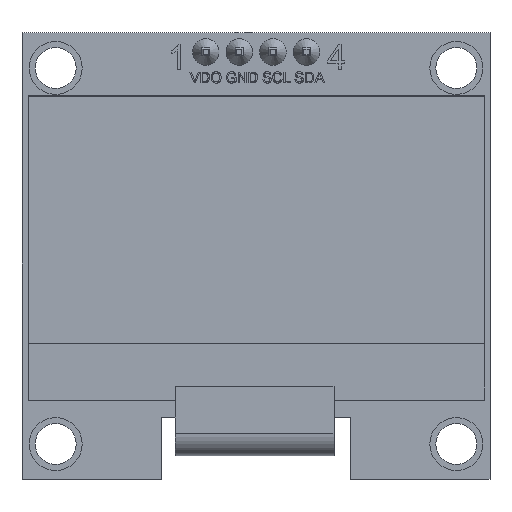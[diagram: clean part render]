
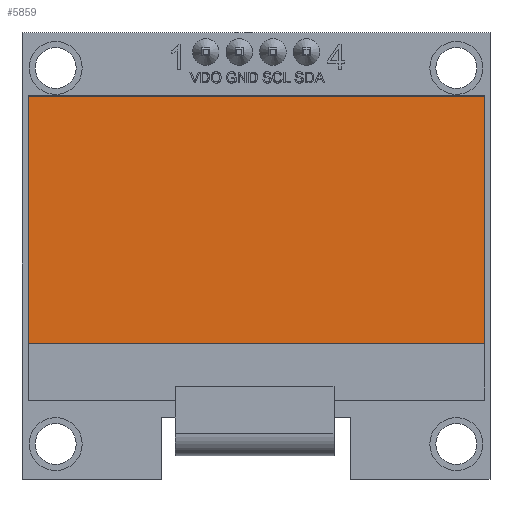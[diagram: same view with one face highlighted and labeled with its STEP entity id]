
A CAD part, top view. The second image highlights one B-rep face of the part: STEP entity #5859.
In plain terms, the highlighted planar face has unit normal (0, 0, 1).
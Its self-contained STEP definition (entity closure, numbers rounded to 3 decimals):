
#5281 = PLANE('',#5282);
#5282 = AXIS2_PLACEMENT_3D('',#5283,#5284,#5285);
#5283 = CARTESIAN_POINT('',(17.75,17.5,3.25));
#5284 = DIRECTION('',(0.,0.,1.));
#5285 = DIRECTION('',(1.,0.,0.));
#5402 = VERTEX_POINT('',#5403);
#5403 = CARTESIAN_POINT('',(0.5,10.25,3.25));
#5417 = PLANE('',#5418);
#5418 = AXIS2_PLACEMENT_3D('',#5419,#5420,#5421);
#5419 = CARTESIAN_POINT('',(17.75,17.5,3.25));
#5420 = DIRECTION('',(0.,0.,1.));
#5421 = DIRECTION('',(1.,0.,0.));
#5445 = PLANE('',#5446);
#5446 = AXIS2_PLACEMENT_3D('',#5447,#5448,#5449);
#5447 = CARTESIAN_POINT('',(0.5,10.25,3.25));
#5448 = DIRECTION('',(1.,0.,0.));
#5449 = DIRECTION('',(-0.,1.,0.));
#5481 = VERTEX_POINT('',#5482);
#5482 = CARTESIAN_POINT('',(0.5,28.95,3.25));
#5553 = VERTEX_POINT('',#5554);
#5554 = CARTESIAN_POINT('',(35.,28.95,3.25));
#5591 = PLANE('',#5592);
#5592 = AXIS2_PLACEMENT_3D('',#5593,#5594,#5595);
#5593 = CARTESIAN_POINT('',(35.,28.95,3.25));
#5594 = DIRECTION('',(-1.,0.,0.));
#5595 = DIRECTION('',(0.,-1.,0.));
#5627 = VERTEX_POINT('',#5628);
#5628 = CARTESIAN_POINT('',(35.,10.25,3.25));
#5725 = EDGE_CURVE('',#5481,#5553,#5726,.T.);
#5726 = SURFACE_CURVE('',#5727,(#5731,#5738),.PCURVE_S1.);
#5727 = LINE('',#5728,#5729);
#5728 = CARTESIAN_POINT('',(0.5,28.95,3.25));
#5729 = VECTOR('',#5730,1.);
#5730 = DIRECTION('',(1.,0.,0.));
#5731 = PCURVE('',#5281,#5732);
#5732 = DEFINITIONAL_REPRESENTATION('',(#5733),#5737);
#5733 = LINE('',#5734,#5735);
#5734 = CARTESIAN_POINT('',(-17.25,11.45));
#5735 = VECTOR('',#5736,1.);
#5736 = DIRECTION('',(1.,0.));
#5737 = ( GEOMETRIC_REPRESENTATION_CONTEXT(2) 
PARAMETRIC_REPRESENTATION_CONTEXT() REPRESENTATION_CONTEXT('2D SPACE',''
  ) );
#5738 = PCURVE('',#5739,#5744);
#5739 = PLANE('',#5740);
#5740 = AXIS2_PLACEMENT_3D('',#5741,#5742,#5743);
#5741 = CARTESIAN_POINT('',(17.75,19.6,3.25));
#5742 = DIRECTION('',(0.,0.,1.));
#5743 = DIRECTION('',(1.,0.,0.));
#5744 = DEFINITIONAL_REPRESENTATION('',(#5745),#5749);
#5745 = LINE('',#5746,#5747);
#5746 = CARTESIAN_POINT('',(-17.25,9.35));
#5747 = VECTOR('',#5748,1.);
#5748 = DIRECTION('',(1.,0.));
#5749 = ( GEOMETRIC_REPRESENTATION_CONTEXT(2) 
PARAMETRIC_REPRESENTATION_CONTEXT() REPRESENTATION_CONTEXT('2D SPACE',''
  ) );
#5758 = EDGE_CURVE('',#5402,#5481,#5759,.T.);
#5759 = SURFACE_CURVE('',#5760,(#5764,#5771),.PCURVE_S1.);
#5760 = LINE('',#5761,#5762);
#5761 = CARTESIAN_POINT('',(0.5,10.25,3.25));
#5762 = VECTOR('',#5763,1.);
#5763 = DIRECTION('',(0.,1.,0.));
#5764 = PCURVE('',#5445,#5765);
#5765 = DEFINITIONAL_REPRESENTATION('',(#5766),#5770);
#5766 = LINE('',#5767,#5768);
#5767 = CARTESIAN_POINT('',(0.,0.));
#5768 = VECTOR('',#5769,1.);
#5769 = DIRECTION('',(1.,0.));
#5770 = ( GEOMETRIC_REPRESENTATION_CONTEXT(2) 
PARAMETRIC_REPRESENTATION_CONTEXT() REPRESENTATION_CONTEXT('2D SPACE',''
  ) );
#5771 = PCURVE('',#5739,#5772);
#5772 = DEFINITIONAL_REPRESENTATION('',(#5773),#5777);
#5773 = LINE('',#5774,#5775);
#5774 = CARTESIAN_POINT('',(-17.25,-9.35));
#5775 = VECTOR('',#5776,1.);
#5776 = DIRECTION('',(0.,1.));
#5777 = ( GEOMETRIC_REPRESENTATION_CONTEXT(2) 
PARAMETRIC_REPRESENTATION_CONTEXT() REPRESENTATION_CONTEXT('2D SPACE',''
  ) );
#5782 = EDGE_CURVE('',#5627,#5402,#5783,.T.);
#5783 = SURFACE_CURVE('',#5784,(#5788,#5795),.PCURVE_S1.);
#5784 = LINE('',#5785,#5786);
#5785 = CARTESIAN_POINT('',(35.,10.25,3.25));
#5786 = VECTOR('',#5787,1.);
#5787 = DIRECTION('',(-1.,0.,0.));
#5788 = PCURVE('',#5417,#5789);
#5789 = DEFINITIONAL_REPRESENTATION('',(#5790),#5794);
#5790 = LINE('',#5791,#5792);
#5791 = CARTESIAN_POINT('',(17.25,-7.25));
#5792 = VECTOR('',#5793,1.);
#5793 = DIRECTION('',(-1.,0.));
#5794 = ( GEOMETRIC_REPRESENTATION_CONTEXT(2) 
PARAMETRIC_REPRESENTATION_CONTEXT() REPRESENTATION_CONTEXT('2D SPACE',''
  ) );
#5795 = PCURVE('',#5739,#5796);
#5796 = DEFINITIONAL_REPRESENTATION('',(#5797),#5801);
#5797 = LINE('',#5798,#5799);
#5798 = CARTESIAN_POINT('',(17.25,-9.35));
#5799 = VECTOR('',#5800,1.);
#5800 = DIRECTION('',(-1.,0.));
#5801 = ( GEOMETRIC_REPRESENTATION_CONTEXT(2) 
PARAMETRIC_REPRESENTATION_CONTEXT() REPRESENTATION_CONTEXT('2D SPACE',''
  ) );
#5839 = EDGE_CURVE('',#5553,#5627,#5840,.T.);
#5840 = SURFACE_CURVE('',#5841,(#5845,#5852),.PCURVE_S1.);
#5841 = LINE('',#5842,#5843);
#5842 = CARTESIAN_POINT('',(35.,28.95,3.25));
#5843 = VECTOR('',#5844,1.);
#5844 = DIRECTION('',(0.,-1.,0.));
#5845 = PCURVE('',#5591,#5846);
#5846 = DEFINITIONAL_REPRESENTATION('',(#5847),#5851);
#5847 = LINE('',#5848,#5849);
#5848 = CARTESIAN_POINT('',(0.,0.));
#5849 = VECTOR('',#5850,1.);
#5850 = DIRECTION('',(1.,0.));
#5851 = ( GEOMETRIC_REPRESENTATION_CONTEXT(2) 
PARAMETRIC_REPRESENTATION_CONTEXT() REPRESENTATION_CONTEXT('2D SPACE',''
  ) );
#5852 = PCURVE('',#5739,#5853);
#5853 = DEFINITIONAL_REPRESENTATION('',(#5854),#5858);
#5854 = LINE('',#5855,#5856);
#5855 = CARTESIAN_POINT('',(17.25,9.35));
#5856 = VECTOR('',#5857,1.);
#5857 = DIRECTION('',(0.,-1.));
#5858 = ( GEOMETRIC_REPRESENTATION_CONTEXT(2) 
PARAMETRIC_REPRESENTATION_CONTEXT() REPRESENTATION_CONTEXT('2D SPACE',''
  ) );
#5859 = ADVANCED_FACE('',(#5860),#5739,.T.);
#5860 = FACE_BOUND('',#5861,.F.);
#5861 = EDGE_LOOP('',(#5862,#5863,#5864,#5865));
#5862 = ORIENTED_EDGE('',*,*,#5725,.T.);
#5863 = ORIENTED_EDGE('',*,*,#5839,.T.);
#5864 = ORIENTED_EDGE('',*,*,#5782,.T.);
#5865 = ORIENTED_EDGE('',*,*,#5758,.T.);
